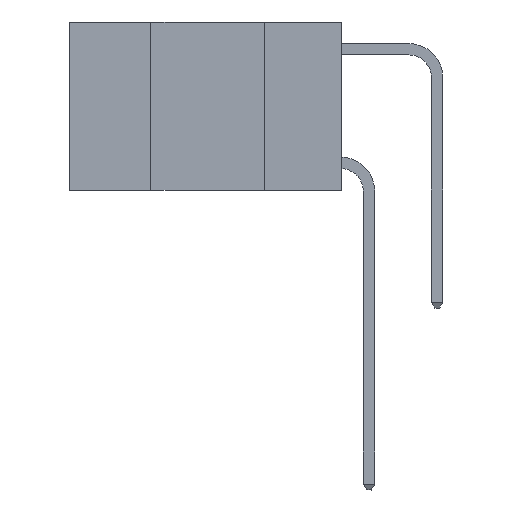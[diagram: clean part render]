
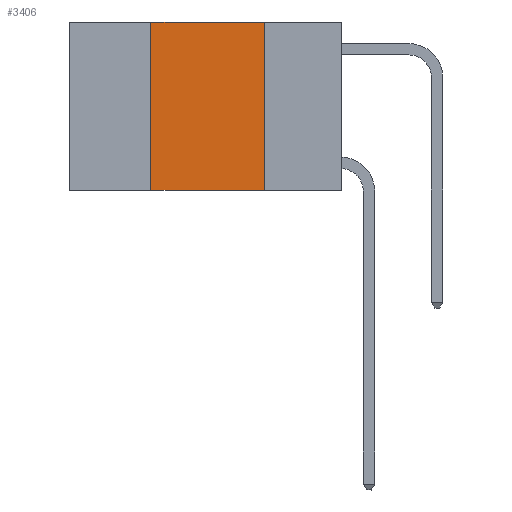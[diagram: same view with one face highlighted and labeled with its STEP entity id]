
A CAD part, left-side view. The second image highlights one B-rep face of the part: STEP entity #3406.
In plain terms, the highlighted planar face has unit normal (-1, 0, 0).
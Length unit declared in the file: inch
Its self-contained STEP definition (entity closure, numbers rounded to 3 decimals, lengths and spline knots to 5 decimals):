
#1567 = ORIENTED_EDGE ( 'NONE', *, *, #15761, .T. ) ;
#1653 = CARTESIAN_POINT ( 'NONE',  ( 0., 0.6, -0.37 ) ) ;
#1858 = VERTEX_POINT ( 'NONE', #13499 ) ;
#3406 = ADVANCED_FACE ( 'NONE', ( #8272 ), #24148, .F. ) ;
#4042 = DIRECTION ( 'NONE',  ( 1., 0., 0. ) ) ;
#4249 = CARTESIAN_POINT ( 'NONE',  ( 0., 0.42, 0. ) ) ;
#4479 = LINE ( 'NONE', #12988, #13096 ) ;
#5402 = ORIENTED_EDGE ( 'NONE', *, *, #28152, .F. ) ;
#8272 = FACE_OUTER_BOUND ( 'NONE', #31863, .T. ) ;
#9057 = VECTOR ( 'NONE', #19035, 39.37008 ) ;
#9234 = ORIENTED_EDGE ( 'NONE', *, *, #30562, .F. ) ;
#10629 = CARTESIAN_POINT ( 'NONE',  ( 0., 0.42, 0. ) ) ;
#12988 = CARTESIAN_POINT ( 'NONE',  ( 0., 0.6, 0. ) ) ;
#13096 = VECTOR ( 'NONE', #20237, 39.37008 ) ;
#13499 = CARTESIAN_POINT ( 'NONE',  ( 0., 0.17, -0.37 ) ) ;
#13955 = VERTEX_POINT ( 'NONE', #28377 ) ;
#14372 = DIRECTION ( 'NONE',  ( 0., 0., -1. ) ) ;
#14681 = ORIENTED_EDGE ( 'NONE', *, *, #23725, .F. ) ;
#15761 = EDGE_CURVE ( 'NONE', #16233, #1858, #16808, .T. ) ;
#16233 = VERTEX_POINT ( 'NONE', #27681 ) ;
#16329 = VECTOR ( 'NONE', #14372, 39.37008 ) ;
#16808 = LINE ( 'NONE', #1653, #9057 ) ;
#19035 = DIRECTION ( 'NONE',  ( 0., -1., 0. ) ) ;
#20237 = DIRECTION ( 'NONE',  ( 0., -1., 0. ) ) ;
#21356 = LINE ( 'NONE', #31572, #16329 ) ;
#21766 = VERTEX_POINT ( 'NONE', #10629 ) ;
#23521 = VECTOR ( 'NONE', #31619, 39.37008 ) ;
#23725 = EDGE_CURVE ( 'NONE', #13955, #1858, #21356, .T. ) ;
#24148 = PLANE ( 'NONE',  #24625 ) ;
#24625 = AXIS2_PLACEMENT_3D ( 'NONE', #28930, #4042, #31733 ) ;
#27040 = LINE ( 'NONE', #4249, #23521 ) ;
#27681 = CARTESIAN_POINT ( 'NONE',  ( 0., 0.42, -0.37 ) ) ;
#28152 = EDGE_CURVE ( 'NONE', #21766, #13955, #4479, .T. ) ;
#28377 = CARTESIAN_POINT ( 'NONE',  ( 0., 0.17, 0. ) ) ;
#28930 = CARTESIAN_POINT ( 'NONE',  ( 0., 0.6, 0. ) ) ;
#30562 = EDGE_CURVE ( 'NONE', #16233, #21766, #27040, .T. ) ;
#31572 = CARTESIAN_POINT ( 'NONE',  ( 0., 0.17, 0. ) ) ;
#31619 = DIRECTION ( 'NONE',  ( 0., 0., 1. ) ) ;
#31733 = DIRECTION ( 'NONE',  ( 0., 0., -1. ) ) ;
#31863 = EDGE_LOOP ( 'NONE', ( #14681, #5402, #9234, #1567 ) ) ;
